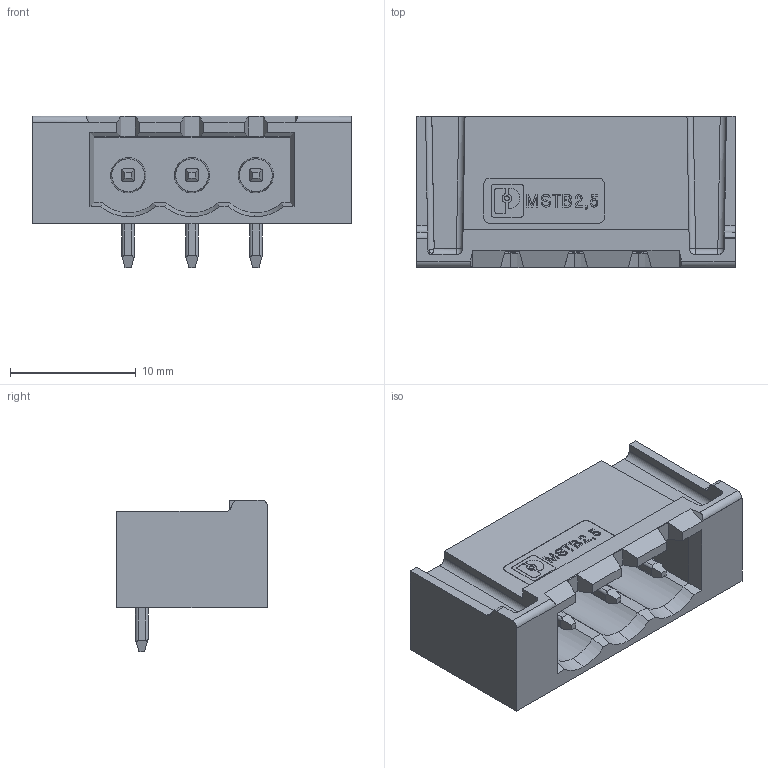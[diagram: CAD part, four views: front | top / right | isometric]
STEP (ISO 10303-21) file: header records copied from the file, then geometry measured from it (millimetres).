
FILE_DESCRIPTION(('STEP AP214'),'1');
FILE_NAME('cctmp_906BC812-E365-4F01-A8DD-6B6A169A7254_2023_04_26_11_59_08_0701_4200..stp','2023-04-26T11:59:09',('PHOENIX CONTACT Deutschland GmbH'),('CADClick - www.CADClick.com'),'Spatial InterOp 3D',' ','unknown authorization');
FILE_SCHEMA(('AUTOMOTIVE_DESIGN'));
Length unit declared in the file: millimetre
Products named in the file (5): 2023_04_26_11_59_08_0496; 2023_04_26_11_59_08_0699; 2023_04_26_11_59_08_0684; 2023_04_26_11_59_08_0668; 2023_04_26_11_59_08_0637
Assembly tree (4 placements, depth 2):
  2023_04_26_11_59_08_0496
    2023_04_26_11_59_08_0699
    2023_04_26_11_59_08_0684
    2023_04_26_11_59_08_0668
    2023_04_26_11_59_08_0637
Bounding box: 25.35 x 12 x 12.07 mm (x, y, z)
Volume: 1387.2 mm3; surface area: 2087.9 mm2
Topology: 4 solids, 4 shells, 649 faces, 1840 edges, 1209 vertices
Faces by surface type: plane 437, cylinder 176, bspline 15, cone 12, sphere 9
Entity records: 50244 total; most frequent: CARTESIAN_POINT 14293, ORIENTED_EDGE 3662, STYLED_ITEM 3393, PRESENTATION_STYLE_ASSIGNMENT 3393, COLOUR_RGB 3393, DIRECTION 3366, EDGE_CURVE 1831, CURVE_STYLE 1727
